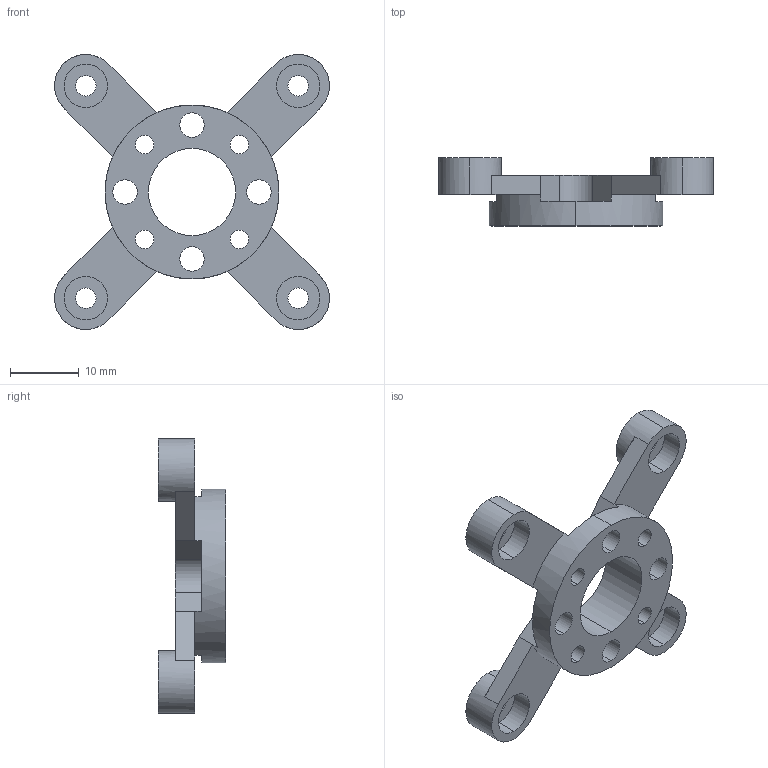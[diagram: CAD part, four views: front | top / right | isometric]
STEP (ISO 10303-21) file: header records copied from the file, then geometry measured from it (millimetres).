
FILE_DESCRIPTION (( 'STEP AP203' ), '1' );
FILE_NAME ('555152.STEP', '2014-07-11T19:06:12', ( 'Kyle' ), ( 'Microsoft' ), 'SwSTEP 2.0', 'SolidWorks 2014', '' );
FILE_SCHEMA (( 'CONFIG_CONTROL_DESIGN' ));
Length unit declared in the file: inch
Products named in the file (1): 555152
Bounding box: 40.13 x 9.91 x 40.13 mm (x, y, z)
Volume: 3429.2 mm3; surface area: 3789.7 mm2
Topology: 1 solids, 1 shells, 83 faces, 223 edges, 146 vertices
Faces by surface type: cylinder 49, plane 34
Entity records: 2778 total; most frequent: DIRECTION 505, CARTESIAN_POINT 453, ORIENTED_EDGE 446, EDGE_CURVE 223, AXIS2_PLACEMENT_3D 198, VERTEX_POINT 146, CIRCLE 114, EDGE_LOOP 113
